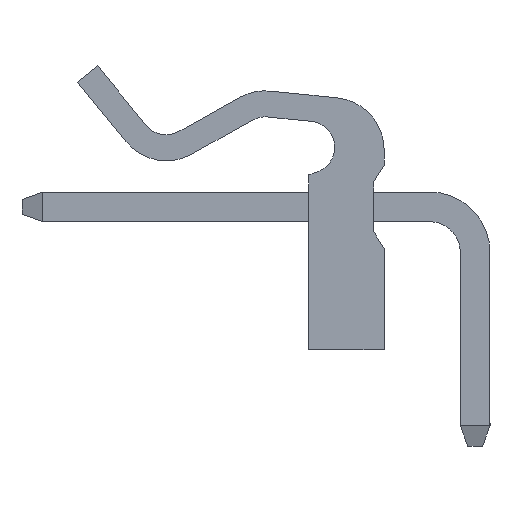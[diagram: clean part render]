
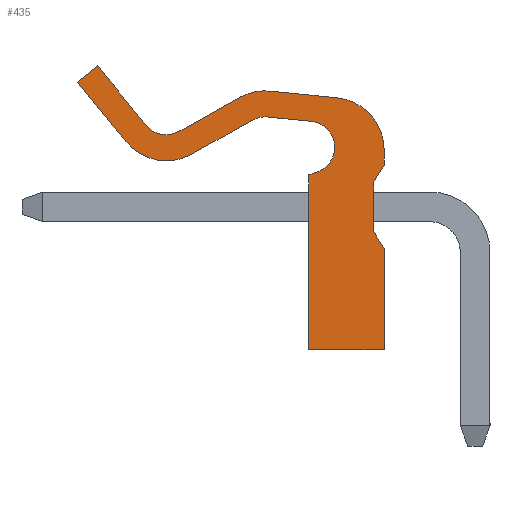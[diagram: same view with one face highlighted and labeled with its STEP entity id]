
A CAD part, left-side view. The second image highlights one B-rep face of the part: STEP entity #435.
In plain terms, the highlighted planar face has unit normal (-1, 0, 0).
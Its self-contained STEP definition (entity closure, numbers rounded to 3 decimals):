
#435=ADVANCED_FACE('',(#822),#824,.T.);
#822=FACE_BOUND('',#823,.T.);
#823=EDGE_LOOP('',(#1135,#1136,#1137,#1138,#1139,#1140,#1141,#1142,#1143,#1144,#1145,
#1146,#1147,#1148,#1149,#1150,#1151,#1152,#1153,#1154,#1155));
#824=PLANE('',#825);
#825=AXIS2_PLACEMENT_3D('',#826,#827,#828);
#826=CARTESIAN_POINT('',(-1.98,0.,0.));
#827=DIRECTION('',(-1.,0.,0.));
#828=DIRECTION('',(0.,0.,-1.));
#1135=ORIENTED_EDGE('',*,*,#1346,.T.);
#1136=ORIENTED_EDGE('',*,*,#1347,.T.);
#1137=ORIENTED_EDGE('',*,*,#1348,.T.);
#1138=ORIENTED_EDGE('',*,*,#1349,.T.);
#1139=ORIENTED_EDGE('',*,*,#1350,.T.);
#1140=ORIENTED_EDGE('',*,*,#1351,.T.);
#1141=ORIENTED_EDGE('',*,*,#1352,.T.);
#1142=ORIENTED_EDGE('',*,*,#1353,.T.);
#1143=ORIENTED_EDGE('',*,*,#1354,.T.);
#1144=ORIENTED_EDGE('',*,*,#1355,.T.);
#1145=ORIENTED_EDGE('',*,*,#1356,.T.);
#1146=ORIENTED_EDGE('',*,*,#1357,.T.);
#1147=ORIENTED_EDGE('',*,*,#1358,.T.);
#1148=ORIENTED_EDGE('',*,*,#1359,.T.);
#1149=ORIENTED_EDGE('',*,*,#1321,.T.);
#1150=ORIENTED_EDGE('',*,*,#1316,.T.);
#1151=ORIENTED_EDGE('',*,*,#1308,.T.);
#1152=ORIENTED_EDGE('',*,*,#1345,.T.);
#1153=ORIENTED_EDGE('',*,*,#1360,.T.);
#1154=ORIENTED_EDGE('',*,*,#1361,.T.);
#1155=ORIENTED_EDGE('',*,*,#1362,.T.);
#1308=EDGE_CURVE('',#1428,#1426,#1429,.T.);
#1316=EDGE_CURVE('',#1442,#1428,#1443,.T.);
#1321=EDGE_CURVE('',#1450,#1442,#1451,.T.);
#1345=EDGE_CURVE('',#1426,#1492,#1494,.T.);
#1346=EDGE_CURVE('',#1495,#1496,#1497,.T.);
#1347=EDGE_CURVE('',#1496,#1498,#1499,.T.);
#1348=EDGE_CURVE('',#1498,#1500,#1501,.T.);
#1349=EDGE_CURVE('',#1500,#1502,#1503,.T.);
#1350=EDGE_CURVE('',#1502,#1504,#1505,.T.);
#1351=EDGE_CURVE('',#1504,#1506,#1507,.T.);
#1352=EDGE_CURVE('',#1506,#1508,#1509,.T.);
#1353=EDGE_CURVE('',#1508,#1510,#1511,.T.);
#1354=EDGE_CURVE('',#1510,#1512,#1513,.T.);
#1355=EDGE_CURVE('',#1512,#1514,#1515,.T.);
#1356=EDGE_CURVE('',#1514,#1516,#1517,.T.);
#1357=EDGE_CURVE('',#1516,#1518,#1519,.T.);
#1358=EDGE_CURVE('',#1518,#1520,#1521,.T.);
#1359=EDGE_CURVE('',#1520,#1450,#1522,.T.);
#1360=EDGE_CURVE('',#1492,#1523,#1524,.T.);
#1361=EDGE_CURVE('',#1523,#1525,#1526,.T.);
#1362=EDGE_CURVE('',#1525,#1495,#1527,.T.);
#1426=VERTEX_POINT('',#1621);
#1428=VERTEX_POINT('',#1625);
#1429=LINE('',#1626,#1627);
#1442=VERTEX_POINT('',#1655);
#1443=LINE('',#1656,#1657);
#1450=VERTEX_POINT('',#1673);
#1451=LINE('',#1674,#1675);
#1492=VERTEX_POINT('',#1767);
#1494=LINE('',#1771,#1772);
#1495=VERTEX_POINT('',#1774);
#1496=VERTEX_POINT('',#1775);
#1497=CIRCLE('',#1776,2.);
#1498=VERTEX_POINT('',#1780);
#1499=LINE('',#1781,#1782);
#1500=VERTEX_POINT('',#1784);
#1501=CIRCLE('',#1785,2.);
#1502=VERTEX_POINT('',#1789);
#1503=LINE('',#1790,#1791);
#1504=VERTEX_POINT('',#1793);
#1505=CIRCLE('',#1794,1.);
#1506=VERTEX_POINT('',#1798);
#1507=LINE('',#1799,#1800);
#1508=VERTEX_POINT('',#1802);
#1509=LINE('',#1803,#1804);
#1510=VERTEX_POINT('',#1806);
#1511=LINE('',#1807,#1808);
#1512=VERTEX_POINT('',#1810);
#1513=CIRCLE('',#1811,2.);
#1514=VERTEX_POINT('',#1815);
#1515=LINE('',#1816,#1817);
#1516=VERTEX_POINT('',#1819);
#1517=CIRCLE('',#1820,1.);
#1518=VERTEX_POINT('',#1824);
#1519=LINE('',#1825,#1826);
#1520=VERTEX_POINT('',#1828);
#1521=CIRCLE('',#1829,1.);
#1522=LINE('',#1833,#1834);
#1523=VERTEX_POINT('',#1836);
#1524=LINE('',#1837,#1838);
#1525=VERTEX_POINT('',#1840);
#1526=LINE('',#1841,#1842);
#1527=LINE('',#1844,#1845);
#1621=CARTESIAN_POINT('',(-1.98,3.5,3.9));
#1625=CARTESIAN_POINT('',(-1.98,3.5,0.));
#1626=CARTESIAN_POINT('',(-1.98,3.5,0.));
#1627=VECTOR('',#1628,1.);
#1628=DIRECTION('',(0.,0.,1.));
#1655=CARTESIAN_POINT('',(-1.98,6.4,0.));
#1656=CARTESIAN_POINT('',(-1.98,6.4,0.));
#1657=VECTOR('',#1658,1.);
#1658=DIRECTION('',(0.,-1.,0.));
#1673=CARTESIAN_POINT('',(-1.98,6.4,6.727));
#1674=CARTESIAN_POINT('',(-1.98,6.4,6.727));
#1675=VECTOR('',#1676,1.);
#1676=DIRECTION('',(0.,0.,-1.));
#1767=CARTESIAN_POINT('',(-1.98,3.9,4.54));
#1771=CARTESIAN_POINT('',(-1.98,3.5,3.9));
#1772=VECTOR('',#1773,1.);
#1773=DIRECTION('',(0.,0.53,0.848));
#1774=CARTESIAN_POINT('',(-1.98,3.5,7.7));
#1775=CARTESIAN_POINT('',(-1.98,5.299,9.69));
#1776=AXIS2_PLACEMENT_3D('',#1777,#1778,#1779);
#1777=CARTESIAN_POINT('',(-1.98,5.5,7.7));
#1778=DIRECTION('',(-1.,-0.,-0.));
#1779=DIRECTION('',(0.,-1.,0.));
#1780=CARTESIAN_POINT('',(-1.98,7.871,9.95));
#1781=CARTESIAN_POINT('',(-1.98,5.299,9.69));
#1782=VECTOR('',#1783,1.);
#1783=DIRECTION('',(0.,0.995,0.101));
#1784=CARTESIAN_POINT('',(-1.98,9.049,9.705));
#1785=AXIS2_PLACEMENT_3D('',#1786,#1787,#1788);
#1786=CARTESIAN_POINT('',(-1.98,8.072,7.96));
#1787=DIRECTION('',(-1.,-0.,-0.));
#1788=DIRECTION('',(0.,-0.101,0.995));
#1789=CARTESIAN_POINT('',(-1.98,11.386,8.397));
#1790=CARTESIAN_POINT('',(-1.98,9.049,9.705));
#1791=VECTOR('',#1792,1.);
#1792=DIRECTION('',(0.,0.873,-0.488));
#1793=CARTESIAN_POINT('',(-1.98,12.649,8.638));
#1794=AXIS2_PLACEMENT_3D('',#1795,#1796,#1797);
#1795=CARTESIAN_POINT('',(-1.98,11.874,9.27));
#1796=DIRECTION('',(1.,0.,0.));
#1797=DIRECTION('',(0.,-0.488,-0.873));
#1798=CARTESIAN_POINT('',(-1.98,14.515,10.922));
#1799=CARTESIAN_POINT('',(-1.98,12.649,8.638));
#1800=VECTOR('',#1801,1.);
#1801=DIRECTION('',(0.,0.632,0.775));
#1802=CARTESIAN_POINT('',(-1.98,15.289,10.29));
#1803=CARTESIAN_POINT('',(-1.98,14.515,10.922));
#1804=VECTOR('',#1805,1.);
#1805=DIRECTION('',(0.,0.775,-0.632));
#1806=CARTESIAN_POINT('',(-1.98,13.424,8.005));
#1807=CARTESIAN_POINT('',(-1.98,15.289,10.29));
#1808=VECTOR('',#1809,1.);
#1809=DIRECTION('',(0.,-0.632,-0.775));
#1810=CARTESIAN_POINT('',(-1.98,10.898,7.525));
#1811=AXIS2_PLACEMENT_3D('',#1812,#1813,#1814);
#1812=CARTESIAN_POINT('',(-1.98,11.874,9.27));
#1813=DIRECTION('',(-1.,-0.,-0.));
#1814=DIRECTION('',(0.,0.775,-0.632));
#1815=CARTESIAN_POINT('',(-1.98,8.561,8.833));
#1816=CARTESIAN_POINT('',(-1.98,10.898,7.525));
#1817=VECTOR('',#1818,1.);
#1818=DIRECTION('',(0.,-0.873,0.488));
#1819=CARTESIAN_POINT('',(-1.98,7.972,8.955));
#1820=AXIS2_PLACEMENT_3D('',#1821,#1822,#1823);
#1821=CARTESIAN_POINT('',(-1.98,8.072,7.96));
#1822=DIRECTION('',(1.,0.,0.));
#1823=DIRECTION('',(0.,0.488,0.873));
#1824=CARTESIAN_POINT('',(-1.98,6.299,8.786));
#1825=CARTESIAN_POINT('',(-1.98,7.972,8.955));
#1826=VECTOR('',#1827,1.);
#1827=DIRECTION('',(0.,-0.995,-0.101));
#1828=CARTESIAN_POINT('',(-1.98,6.058,6.851));
#1829=AXIS2_PLACEMENT_3D('',#1830,#1831,#1832);
#1830=CARTESIAN_POINT('',(-1.98,6.4,7.791));
#1831=DIRECTION('',(1.,0.,0.));
#1832=DIRECTION('',(0.,-0.101,0.995));
#1833=CARTESIAN_POINT('',(-1.98,6.058,6.851));
#1834=VECTOR('',#1835,1.);
#1835=DIRECTION('',(0.,0.94,-0.342));
#1836=CARTESIAN_POINT('',(-1.98,3.9,6.46));
#1837=CARTESIAN_POINT('',(-1.98,3.9,4.54));
#1838=VECTOR('',#1839,1.);
#1839=DIRECTION('',(0.,0.,1.));
#1840=CARTESIAN_POINT('',(-1.98,3.5,7.1));
#1841=CARTESIAN_POINT('',(-1.98,3.9,6.46));
#1842=VECTOR('',#1843,1.);
#1843=DIRECTION('',(0.,-0.53,0.848));
#1844=CARTESIAN_POINT('',(-1.98,3.5,7.1));
#1845=VECTOR('',#1846,1.);
#1846=DIRECTION('',(0.,0.,1.));
